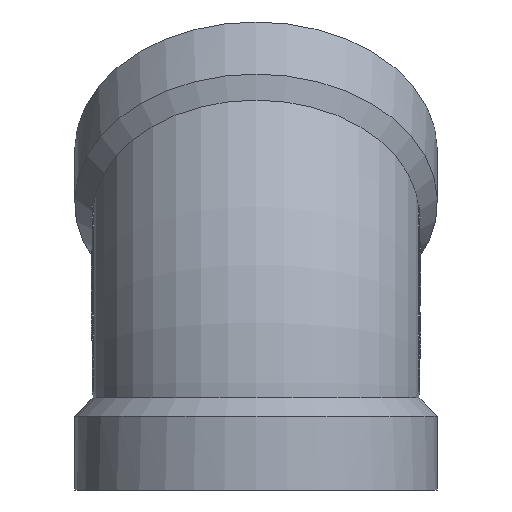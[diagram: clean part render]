
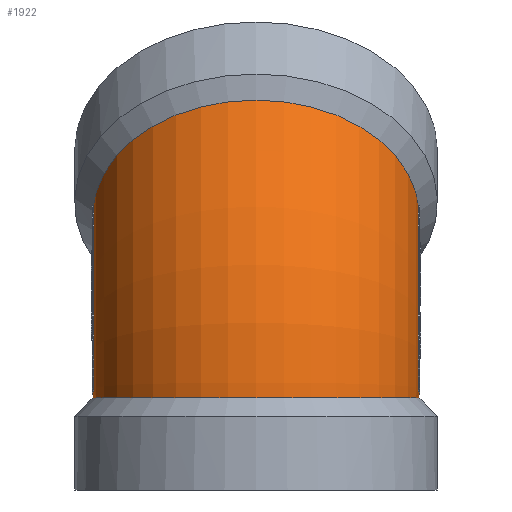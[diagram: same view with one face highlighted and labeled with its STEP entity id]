
A CAD part, left-side view. The second image highlights one B-rep face of the part: STEP entity #1922.
In plain terms, the highlighted toroidal (fillet/blend) face has major radius 70.012 mm and minor radius 44.25 mm.
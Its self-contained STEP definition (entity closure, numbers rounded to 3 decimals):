
#80=TOROIDAL_SURFACE('',#2055,70.012,44.25);
#86=CIRCLE('',#2056,74.709);
#87=CIRCLE('',#2057,65.315);
#88=CIRCLE('',#2058,25.862);
#89=CIRCLE('',#2059,44.25);
#90=CIRCLE('',#2060,25.862);
#91=CIRCLE('',#2061,44.25);
#92=CIRCLE('',#2062,74.709);
#93=CIRCLE('',#2063,65.315);
#457=ORIENTED_EDGE('',*,*,#1035,.F.);
#458=ORIENTED_EDGE('',*,*,#1036,.F.);
#459=ORIENTED_EDGE('',*,*,#1037,.F.);
#460=ORIENTED_EDGE('',*,*,#1038,.F.);
#461=ORIENTED_EDGE('',*,*,#1039,.T.);
#462=ORIENTED_EDGE('',*,*,#1040,.T.);
#463=ORIENTED_EDGE('',*,*,#1041,.T.);
#464=ORIENTED_EDGE('',*,*,#1042,.T.);
#465=ORIENTED_EDGE('',*,*,#1043,.T.);
#466=ORIENTED_EDGE('',*,*,#1044,.T.);
#467=ORIENTED_EDGE('',*,*,#1045,.F.);
#468=ORIENTED_EDGE('',*,*,#1046,.T.);
#469=ORIENTED_EDGE('',*,*,#1047,.F.);
#470=ORIENTED_EDGE('',*,*,#1048,.F.);
#471=ORIENTED_EDGE('',*,*,#1049,.F.);
#472=ORIENTED_EDGE('',*,*,#1050,.F.);
#1035=EDGE_CURVE('',#1324,#1325,#86,.T.);
#1036=EDGE_CURVE('',#1326,#1324,#1501,.T.);
#1037=EDGE_CURVE('',#1327,#1326,#87,.T.);
#1038=EDGE_CURVE('',#1325,#1327,#1502,.T.);
#1039=EDGE_CURVE('',#1328,#1329,#88,.T.);
#1040=EDGE_CURVE('',#1329,#1330,#1503,.T.);
#1041=EDGE_CURVE('',#1330,#1331,#89,.F.);
#1042=EDGE_CURVE('',#1331,#1332,#1504,.T.);
#1043=EDGE_CURVE('',#1332,#1333,#90,.T.);
#1044=EDGE_CURVE('',#1333,#1334,#1505,.T.);
#1045=EDGE_CURVE('',#1335,#1334,#91,.F.);
#1046=EDGE_CURVE('',#1335,#1328,#1506,.T.);
#1047=EDGE_CURVE('',#1336,#1337,#92,.T.);
#1048=EDGE_CURVE('',#1338,#1336,#1507,.T.);
#1049=EDGE_CURVE('',#1339,#1338,#93,.T.);
#1050=EDGE_CURVE('',#1337,#1339,#1508,.T.);
#1324=VERTEX_POINT('',#2746);
#1325=VERTEX_POINT('',#2747);
#1326=VERTEX_POINT('',#2754);
#1327=VERTEX_POINT('',#2756);
#1328=VERTEX_POINT('',#2764);
#1329=VERTEX_POINT('',#2765);
#1330=VERTEX_POINT('',#2770);
#1331=VERTEX_POINT('',#2772);
#1332=VERTEX_POINT('',#2777);
#1333=VERTEX_POINT('',#2779);
#1334=VERTEX_POINT('',#2784);
#1335=VERTEX_POINT('',#2786);
#1336=VERTEX_POINT('',#2792);
#1337=VERTEX_POINT('',#2793);
#1338=VERTEX_POINT('',#2800);
#1339=VERTEX_POINT('',#2802);
#1501=B_SPLINE_CURVE_WITH_KNOTS('',3,(#2748,#2749,#2750,#2751,#2752,#2753),
 .UNSPECIFIED.,.F.,.F.,(4,1,1,4),(0.,0.002,
0.005,0.01),.UNSPECIFIED.);
#1502=B_SPLINE_CURVE_WITH_KNOTS('',3,(#2757,#2758,#2759,#2760,#2761,#2762),
 .UNSPECIFIED.,.F.,.F.,(4,1,1,4),(0.,0.002,
0.005,0.01),.UNSPECIFIED.);
#1503=B_SPLINE_CURVE_WITH_KNOTS('',3,(#2766,#2767,#2768,#2769),
 .UNSPECIFIED.,.F.,.F.,(4,4),(0.,0.),.UNSPECIFIED.);
#1504=B_SPLINE_CURVE_WITH_KNOTS('',3,(#2773,#2774,#2775,#2776),
 .UNSPECIFIED.,.F.,.F.,(4,4),(0.,0.),
 .UNSPECIFIED.);
#1505=B_SPLINE_CURVE_WITH_KNOTS('',3,(#2780,#2781,#2782,#2783),
 .UNSPECIFIED.,.F.,.F.,(4,4),(0.,0.),
 .UNSPECIFIED.);
#1506=B_SPLINE_CURVE_WITH_KNOTS('',3,(#2787,#2788,#2789,#2790),
 .UNSPECIFIED.,.F.,.F.,(4,4),(0.,0.),.UNSPECIFIED.);
#1507=B_SPLINE_CURVE_WITH_KNOTS('',3,(#2794,#2795,#2796,#2797,#2798,#2799),
 .UNSPECIFIED.,.F.,.F.,(4,1,1,4),(0.,0.002,
0.005,0.01),.UNSPECIFIED.);
#1508=B_SPLINE_CURVE_WITH_KNOTS('',3,(#2803,#2804,#2805,#2806,#2807,#2808),
 .UNSPECIFIED.,.F.,.F.,(4,1,1,4),(0.,0.002,
0.005,0.01),.UNSPECIFIED.);
#1583=EDGE_LOOP('',(#457,#458,#459,#460));
#1584=EDGE_LOOP('',(#461,#462,#463,#464,#465,#466,#467,#468));
#1585=EDGE_LOOP('',(#469,#470,#471,#472));
#1722=FACE_BOUND('',#1583,.T.);
#1723=FACE_BOUND('',#1584,.T.);
#1724=FACE_BOUND('',#1585,.T.);
#1922=ADVANCED_FACE('',(#1722,#1723,#1724),#80,.T.);
#2055=AXIS2_PLACEMENT_3D('',#2744,#2199,#2200);
#2056=AXIS2_PLACEMENT_3D('',#2745,#2201,#2202);
#2057=AXIS2_PLACEMENT_3D('',#2755,#2203,#2204);
#2058=AXIS2_PLACEMENT_3D('',#2763,#2205,#2206);
#2059=AXIS2_PLACEMENT_3D('',#2771,#2207,#2208);
#2060=AXIS2_PLACEMENT_3D('',#2778,#2209,#2210);
#2061=AXIS2_PLACEMENT_3D('',#2785,#2211,#2212);
#2062=AXIS2_PLACEMENT_3D('',#2791,#2213,#2214);
#2063=AXIS2_PLACEMENT_3D('',#2801,#2215,#2216);
#2199=DIRECTION('',(0.,-1.,0.));
#2200=DIRECTION('',(0.,0.,-1.));
#2201=DIRECTION('',(0.,-1.,0.));
#2202=DIRECTION('',(0.,0.,-1.));
#2203=DIRECTION('',(0.,1.,0.));
#2204=DIRECTION('',(0.,0.,1.));
#2205=DIRECTION('',(0.,-1.,0.));
#2206=DIRECTION('',(0.,0.,-1.));
#2207=DIRECTION('',(0.,0.,-1.));
#2208=DIRECTION('',(1.,0.,0.));
#2209=DIRECTION('',(0.,1.,0.));
#2210=DIRECTION('',(0.,0.,1.));
#2211=DIRECTION('',(-0.707,0.,-0.707));
#2212=DIRECTION('',(0.707,0.,-0.707));
#2213=DIRECTION('',(0.,1.,0.));
#2214=DIRECTION('',(0.,0.,1.));
#2215=DIRECTION('',(0.,-1.,0.));
#2216=DIRECTION('',(0.,0.,-1.));
#2744=CARTESIAN_POINT('',(16.012,0.,25.));
#2745=CARTESIAN_POINT('',(16.012,-44.,25.));
#2746=CARTESIAN_POINT('',(-38.383,-44.,76.212));
#2747=CARTESIAN_POINT('',(-58.663,-44.,27.251));
#2748=CARTESIAN_POINT('',(-31.826,-44.,69.469));
#2749=CARTESIAN_POINT('',(-32.13,-44.078,70.218));
#2750=CARTESIAN_POINT('',(-32.87,-44.203,71.631));
#2751=CARTESIAN_POINT('',(-34.899,-44.296,74.171));
#2752=CARTESIAN_POINT('',(-36.904,-44.162,75.562));
#2753=CARTESIAN_POINT('',(-38.383,-44.,76.212));
#2754=CARTESIAN_POINT('',(-31.826,-44.,69.469));
#2755=CARTESIAN_POINT('',(16.012,-44.,25.));
#2756=CARTESIAN_POINT('',(-49.259,-44.,27.382));
#2757=CARTESIAN_POINT('',(-58.663,-44.,27.251));
#2758=CARTESIAN_POINT('',(-57.911,-44.081,26.958));
#2759=CARTESIAN_POINT('',(-56.376,-44.207,26.524));
#2760=CARTESIAN_POINT('',(-53.136,-44.295,26.253));
#2761=CARTESIAN_POINT('',(-50.748,-44.156,26.754));
#2762=CARTESIAN_POINT('',(-49.259,-44.,27.382));
#2763=CARTESIAN_POINT('',(16.012,2.966,25.));
#2764=CARTESIAN_POINT('',(-2.275,2.966,43.287));
#2765=CARTESIAN_POINT('',(-9.85,2.966,25.));
#2766=CARTESIAN_POINT('',(-9.85,2.966,25.));
#2767=CARTESIAN_POINT('',(-9.85,2.97,25.));
#2768=CARTESIAN_POINT('',(-9.85,2.973,25.));
#2769=CARTESIAN_POINT('',(-9.85,2.976,25.));
#2770=CARTESIAN_POINT('',(-9.85,2.976,25.));
#2771=CARTESIAN_POINT('',(-54.,0.,25.));
#2772=CARTESIAN_POINT('',(-9.85,-2.976,25.));
#2773=CARTESIAN_POINT('',(-9.85,-2.976,25.));
#2774=CARTESIAN_POINT('',(-9.85,-2.973,25.));
#2775=CARTESIAN_POINT('',(-9.85,-2.97,25.));
#2776=CARTESIAN_POINT('',(-9.85,-2.966,25.));
#2777=CARTESIAN_POINT('',(-9.85,-2.966,25.));
#2778=CARTESIAN_POINT('',(16.012,-2.966,25.));
#2779=CARTESIAN_POINT('',(-2.275,-2.966,43.287));
#2780=CARTESIAN_POINT('',(-2.275,-2.966,43.287));
#2781=CARTESIAN_POINT('',(-2.275,-2.97,43.287));
#2782=CARTESIAN_POINT('',(-2.275,-2.973,43.287));
#2783=CARTESIAN_POINT('',(-2.275,-2.976,43.287));
#2784=CARTESIAN_POINT('',(-2.275,-2.976,43.287));
#2785=CARTESIAN_POINT('',(-33.494,0.,74.506));
#2786=CARTESIAN_POINT('',(-2.275,2.976,43.287));
#2787=CARTESIAN_POINT('',(-2.275,2.976,43.287));
#2788=CARTESIAN_POINT('',(-2.275,2.973,43.287));
#2789=CARTESIAN_POINT('',(-2.275,2.97,43.287));
#2790=CARTESIAN_POINT('',(-2.275,2.966,43.287));
#2791=CARTESIAN_POINT('',(16.012,44.,25.));
#2792=CARTESIAN_POINT('',(-58.663,44.,27.251));
#2793=CARTESIAN_POINT('',(-38.383,44.,76.212));
#2794=CARTESIAN_POINT('',(-49.259,44.,27.382));
#2795=CARTESIAN_POINT('',(-50.003,44.078,27.068));
#2796=CARTESIAN_POINT('',(-51.526,44.203,26.591));
#2797=CARTESIAN_POINT('',(-54.756,44.296,26.23));
#2798=CARTESIAN_POINT('',(-57.158,44.162,26.665));
#2799=CARTESIAN_POINT('',(-58.663,44.,27.251));
#2800=CARTESIAN_POINT('',(-49.259,44.,27.382));
#2801=CARTESIAN_POINT('',(16.012,44.,25.));
#2802=CARTESIAN_POINT('',(-31.826,44.,69.469));
#2803=CARTESIAN_POINT('',(-38.383,44.,76.212));
#2804=CARTESIAN_POINT('',(-37.644,44.081,75.887));
#2805=CARTESIAN_POINT('',(-36.251,44.207,75.109));
#2806=CARTESIAN_POINT('',(-33.769,44.295,73.01));
#2807=CARTESIAN_POINT('',(-32.434,44.156,70.966));
#2808=CARTESIAN_POINT('',(-31.826,44.,69.469));
